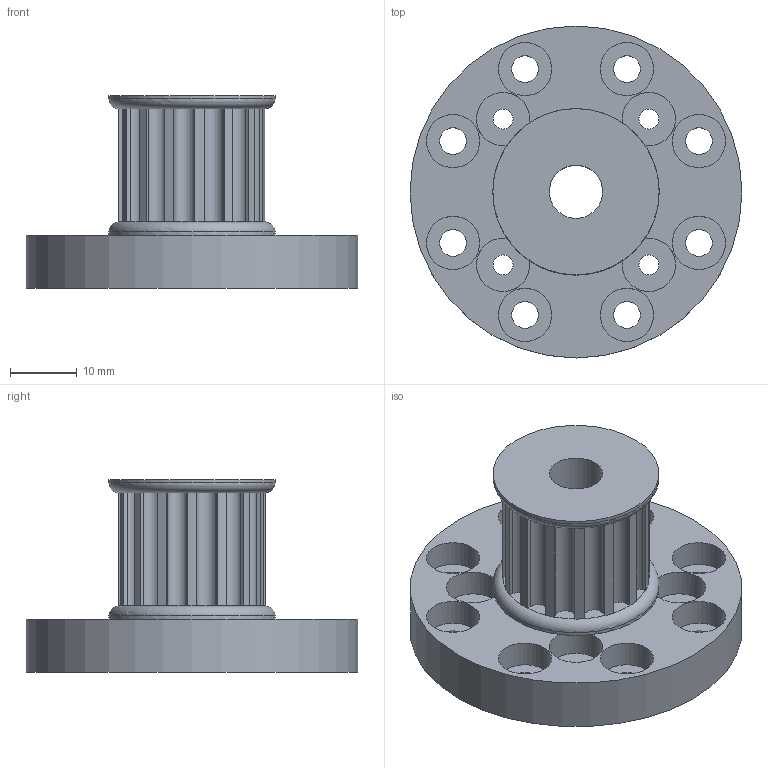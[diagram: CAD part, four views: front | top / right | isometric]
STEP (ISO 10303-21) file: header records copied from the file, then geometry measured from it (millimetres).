
FILE_DESCRIPTION(/* description */ (''),/* implementation_level */ '2;1');
FILE_NAME(/* name */ 'M5_Pulley_t15 v8.step',/* time_stamp */ '2024-04-18T18:21:12+02:00',/* author */ (''),/* organization */ (''),/* preprocessor_version */ 'ST-DEVELOPER v20',/* originating_system */ 'Autodesk Translation Framework v12.20.1.177',/* authorisation */ '');
FILE_SCHEMA (('AUTOMOTIVE_DESIGN { 1 0 10303 214 3 1 1 }'));
Length unit declared in the file: millimetre
Products named in the file (1): M5_Pulley_t15
Bounding box: 49.9 x 49.9 x 29 mm (x, y, z)
Volume: 18375.4 mm3; surface area: 9707.3 mm2
Topology: 1 solids, 1 shells, 139 faces, 374 edges, 246 vertices
Faces by surface type: plane 94, cylinder 43, torus 2
Full cylindrical faces by diameter (mm): 3 x4, 4 x8, 8 x13, 25 x2, 49.9 x1
Entity records: 4639 total; most frequent: CARTESIAN_POINT 1106, ORIENTED_EDGE 748, DIRECTION 696, EDGE_CURVE 374, AXIS2_PLACEMENT_3D 274, VERTEX_POINT 246, EDGE_LOOP 174, LINE 148
